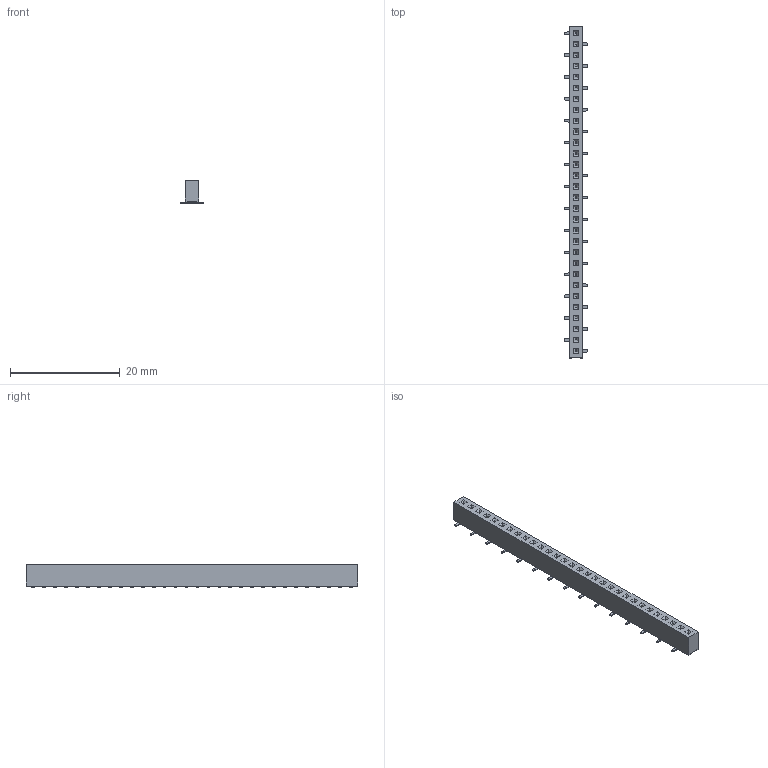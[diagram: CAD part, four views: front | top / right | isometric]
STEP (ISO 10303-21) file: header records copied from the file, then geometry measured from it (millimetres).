
FILE_DESCRIPTION(/* description */ ('model of PinSocket_1x30_P2.00mm_Vertical_SMD_Pin1Left'),/* implementation_level */ '2;1');
FILE_NAME(/* name */ 'PinSocket_1x30_P2.00mm_Vertical_SMD_Pin1Left.step',/* time_stamp */ '1970-01-01T00:00:00',/* author */ ('KiCAD','kicad'),/* organization */ ('OCCT'),/* preprocessor_version */ '',/* originating_system */ 'KiCAD',/* authorisation */ '');
FILE_SCHEMA(('AUTOMOTIVE_DESIGN { 1 0 10303 214 1 1 1 1 }'));
Length unit declared in the file: millimetre
Products named in the file (1): PinSocket_1x30_P2.00mm_Vertical_SMD_Pin1Left
Bounding box: 4.3 x 60.6 x 4.3 mm (x, y, z)
Volume: 567.6 mm3; surface area: 1132.1 mm2
Topology: 1 solids, 1 shells, 910 faces, 2304 edges, 1456 vertices
Faces by surface type: plane 820, cylinder 90
Entity records: 17440 total; most frequent: ORIENTED_EDGE 3456, EDGE_CURVE 2304, CARTESIAN_POINT 2210, LINE 2002, VERTEX_POINT 1456, FACE_BOUND 970, EDGE_LOOP 970, AXIS2_PLACEMENT_3D 940
